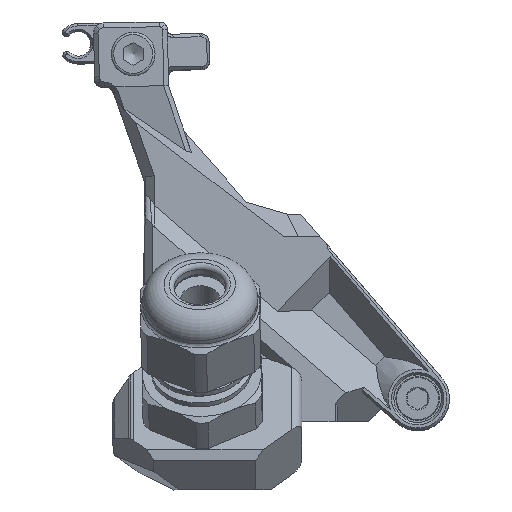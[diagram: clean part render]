
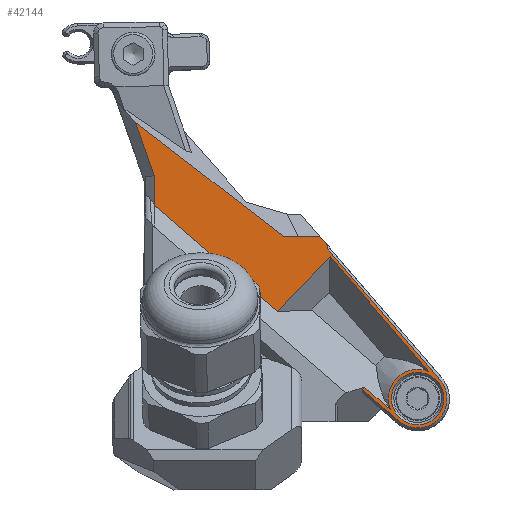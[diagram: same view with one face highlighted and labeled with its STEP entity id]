
A CAD part, top view. The second image highlights one B-rep face of the part: STEP entity #42144.
In plain terms, the highlighted planar face has unit normal (0, 0, 1).
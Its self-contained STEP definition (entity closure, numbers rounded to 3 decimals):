
#40612=CARTESIAN_POINT('',(-14.082,11.372,6.));
#40613=VERTEX_POINT('',#40612);
#40620=CARTESIAN_POINT('',(4.67,-3.051,6.));
#40621=VERTEX_POINT('',#40620);
#40622=CARTESIAN_POINT('',(-14.082,11.372,6.));
#40623=DIRECTION('',(0.793,-0.61,0.));
#40624=VECTOR('',#40623,23.657);
#40625=LINE('',#40622,#40624);
#40626=EDGE_CURVE('',#40613,#40621,#40625,.T.);
#41612=CARTESIAN_POINT('',(24.732,-23.336,6.));
#41613=VERTEX_POINT('',#41612);
#41620=CARTESIAN_POINT('',(24.732,-23.393,6.));
#41621=VERTEX_POINT('',#41620);
#41622=CARTESIAN_POINT('',(21.432,-23.393,6.));
#41623=DIRECTION('',(0.,0.,1.));
#41624=DIRECTION('',(1.,0.,-0.));
#41625=AXIS2_PLACEMENT_3D('',#41622,#41623,#41624);
#41626=CIRCLE('',#41625,3.3);
#41627=EDGE_CURVE('',#41613,#41621,#41626,.T.);
#41629=CARTESIAN_POINT('',(21.432,-23.393,6.));
#41630=DIRECTION('',(0.,0.,1.));
#41631=DIRECTION('',(1.,0.,-0.));
#41632=AXIS2_PLACEMENT_3D('',#41629,#41630,#41631);
#41633=CIRCLE('',#41632,3.3);
#41634=EDGE_CURVE('',#41621,#41613,#41633,.T.);
#41647=CARTESIAN_POINT('',(10.413,-5.535,6.));
#41648=VERTEX_POINT('',#41647);
#41649=CARTESIAN_POINT('',(3.75,-12.435,6.));
#41650=VERTEX_POINT('',#41649);
#41651=CARTESIAN_POINT('',(10.413,-5.535,6.));
#41652=DIRECTION('',(-0.695,-0.719,-0.));
#41653=VECTOR('',#41652,9.592);
#41654=LINE('',#41651,#41653);
#41655=EDGE_CURVE('',#41648,#41650,#41654,.T.);
#41678=CARTESIAN_POINT('',(-11.68,0.939,6.));
#41679=VERTEX_POINT('',#41678);
#41680=CARTESIAN_POINT('',(3.75,-12.435,6.));
#41681=DIRECTION('',(-0.756,0.655,-0.));
#41682=VECTOR('',#41681,20.419);
#41683=LINE('',#41680,#41682);
#41684=EDGE_CURVE('',#41650,#41679,#41683,.T.);
#41693=CARTESIAN_POINT('',(14.759,-21.976,6.));
#41694=VERTEX_POINT('',#41693);
#41701=CARTESIAN_POINT('',(18.006,-24.79,6.));
#41702=VERTEX_POINT('',#41701);
#41703=CARTESIAN_POINT('',(14.759,-21.976,6.));
#41704=DIRECTION('',(0.756,-0.655,-0.));
#41705=VECTOR('',#41704,4.296);
#41706=LINE('',#41703,#41705);
#41707=EDGE_CURVE('',#41694,#41702,#41706,.T.);
#41733=CARTESIAN_POINT('',(17.733,-23.458,6.));
#41734=VERTEX_POINT('',#41733);
#41741=CARTESIAN_POINT('',(22.841,-19.972,6.));
#41742=VERTEX_POINT('',#41741);
#41743=CARTESIAN_POINT('',(21.432,-23.393,6.));
#41744=DIRECTION('',(-0.,-0.,1.));
#41745=DIRECTION('',(-1.,0.,0.));
#41746=AXIS2_PLACEMENT_3D('',#41743,#41744,#41745);
#41747=CIRCLE('',#41746,3.7);
#41748=EDGE_CURVE('',#41742,#41734,#41747,.T.);
#41769=CARTESIAN_POINT('',(10.413,-5.535,6.));
#41770=DIRECTION('',(0.652,-0.758,0.));
#41771=VECTOR('',#41770,19.049);
#41772=LINE('',#41769,#41771);
#41773=EDGE_CURVE('',#41648,#41742,#41772,.T.);
#41785=CARTESIAN_POINT('',(14.479,-22.264,6.));
#41786=VERTEX_POINT('',#41785);
#41799=CARTESIAN_POINT('',(19.009,-26.189,6.));
#41800=VERTEX_POINT('',#41799);
#41807=CARTESIAN_POINT('',(19.009,-26.189,6.));
#41808=DIRECTION('',(-0.756,0.655,0.));
#41809=VECTOR('',#41808,5.994);
#41810=LINE('',#41807,#41809);
#41811=EDGE_CURVE('',#41800,#41786,#41810,.T.);
#41887=CARTESIAN_POINT('',(24.226,-20.968,6.));
#41888=VERTEX_POINT('',#41887);
#41897=CARTESIAN_POINT('',(24.226,-20.968,6.));
#41898=CARTESIAN_POINT('',(24.919,-21.766,6.));
#41899=CARTESIAN_POINT('',(25.398,-23.423,6.));
#41900=CARTESIAN_POINT('',(24.457,-25.968,6.));
#41901=CARTESIAN_POINT('',(22.034,-27.532,6.));
#41902=CARTESIAN_POINT('',(19.808,-26.882,6.));
#41903=CARTESIAN_POINT('',(19.009,-26.189,6.));
#41904=B_SPLINE_CURVE_WITH_KNOTS('',3,(#41897,#41898,#41899,#41900,#41901,#41902,#41903),.UNSPECIFIED.,.F.,.F.,(4,1,1,1,4),(-3.,-2.143,-1.714,-0.857,0.),.UNSPECIFIED.);
#41905=EDGE_CURVE('',#41888,#41800,#41904,.T.);
#41950=CARTESIAN_POINT('',(9.132,-2.973,6.));
#41951=VERTEX_POINT('',#41950);
#41952=CARTESIAN_POINT('',(9.132,-2.973,6.));
#41953=DIRECTION('',(-1.,-0.017,-0.));
#41954=VECTOR('',#41953,4.463);
#41955=LINE('',#41952,#41954);
#41956=EDGE_CURVE('',#41951,#40621,#41955,.T.);
#41996=CARTESIAN_POINT('',(10.09,-4.486,6.));
#41997=VERTEX_POINT('',#41996);
#42015=CARTESIAN_POINT('',(9.848,-3.805,6.));
#42016=VERTEX_POINT('',#42015);
#42023=CARTESIAN_POINT('',(9.09,-4.457,6.));
#42024=DIRECTION('',(0.,0.,-1.));
#42025=DIRECTION('',(1.,0.,0.));
#42026=AXIS2_PLACEMENT_3D('',#42023,#42024,#42025);
#42027=CIRCLE('',#42026,1.);
#42028=EDGE_CURVE('',#42016,#41997,#42027,.T.);
#42038=CARTESIAN_POINT('',(10.335,-4.831,6.));
#42039=VERTEX_POINT('',#42038);
#42040=CARTESIAN_POINT('',(10.335,-4.831,6.));
#42041=DIRECTION('',(0.652,-0.758,-0.));
#42042=VECTOR('',#42041,21.293);
#42043=LINE('',#42040,#42042);
#42044=EDGE_CURVE('',#42039,#41888,#42043,.T.);
#42054=CARTESIAN_POINT('',(10.087,-4.542,6.));
#42055=VERTEX_POINT('',#42054);
#42063=CARTESIAN_POINT('',(10.087,-4.542,6.));
#42064=DIRECTION('',(0.652,-0.758,0.));
#42065=VECTOR('',#42064,0.381);
#42066=LINE('',#42063,#42065);
#42067=EDGE_CURVE('',#42055,#42039,#42066,.T.);
#42072=CARTESIAN_POINT('',(13.304,-15.991,6.));
#42073=DIRECTION('',(-0.,-0.,1.));
#42074=DIRECTION('',(1.,0.017,0.));
#42075=AXIS2_PLACEMENT_3D('',#42072,#42073,#42074);
#42076=PLANE('',#42075);
#42077=CARTESIAN_POINT('',(-11.731,4.653,6.));
#42078=VERTEX_POINT('',#42077);
#42079=CARTESIAN_POINT('',(-14.082,11.372,6.));
#42080=DIRECTION('',(0.33,-0.944,0.));
#42081=VECTOR('',#42080,7.118);
#42082=LINE('',#42079,#42081);
#42083=EDGE_CURVE('',#40613,#42078,#42082,.T.);
#42084=ORIENTED_EDGE('',*,*,#42083,.T.);
#42085=CARTESIAN_POINT('',(-11.731,0.98,6.));
#42086=VERTEX_POINT('',#42085);
#42087=CARTESIAN_POINT('',(-11.731,4.653,6.));
#42088=DIRECTION('',(0.,-1.,-0.));
#42089=VECTOR('',#42088,3.673);
#42090=LINE('',#42087,#42089);
#42091=EDGE_CURVE('',#42078,#42086,#42090,.T.);
#42092=ORIENTED_EDGE('',*,*,#42091,.T.);
#42093=CARTESIAN_POINT('',(-12.13,-0.542,6.));
#42094=DIRECTION('',(0.,0.,-1.));
#42095=DIRECTION('',(-0.013,1.,-0.));
#42096=AXIS2_PLACEMENT_3D('',#42093,#42094,#42095);
#42097=ELLIPSE('',#42096,1.671,1.);
#42098=EDGE_CURVE('',#42086,#41679,#42097,.T.);
#42099=ORIENTED_EDGE('',*,*,#42098,.T.);
#42100=ORIENTED_EDGE('',*,*,#41684,.F.);
#42101=ORIENTED_EDGE('',*,*,#41655,.F.);
#42102=ORIENTED_EDGE('',*,*,#41773,.T.);
#42103=ORIENTED_EDGE('',*,*,#41748,.T.);
#42104=CARTESIAN_POINT('',(21.432,-23.393,6.));
#42105=DIRECTION('',(-0.,-0.,1.));
#42106=DIRECTION('',(-1.,0.,0.));
#42107=AXIS2_PLACEMENT_3D('',#42104,#42105,#42106);
#42108=CIRCLE('',#42107,3.7);
#42109=EDGE_CURVE('',#41734,#41702,#42108,.T.);
#42110=ORIENTED_EDGE('',*,*,#42109,.T.);
#42111=ORIENTED_EDGE('',*,*,#41707,.F.);
#42112=CARTESIAN_POINT('',(14.479,-22.264,6.));
#42113=DIRECTION('',(0.698,0.716,0.));
#42114=VECTOR('',#42113,0.401);
#42115=LINE('',#42112,#42114);
#42116=EDGE_CURVE('',#41786,#41694,#42115,.T.);
#42117=ORIENTED_EDGE('',*,*,#42116,.F.);
#42118=ORIENTED_EDGE('',*,*,#41811,.F.);
#42119=ORIENTED_EDGE('',*,*,#41905,.F.);
#42120=ORIENTED_EDGE('',*,*,#42044,.F.);
#42121=ORIENTED_EDGE('',*,*,#42067,.F.);
#42122=CARTESIAN_POINT('',(9.09,-4.457,6.));
#42123=DIRECTION('',(0.,0.,-1.));
#42124=DIRECTION('',(1.,0.,0.));
#42125=AXIS2_PLACEMENT_3D('',#42122,#42123,#42124);
#42126=CIRCLE('',#42125,1.);
#42127=EDGE_CURVE('',#41997,#42055,#42126,.T.);
#42128=ORIENTED_EDGE('',*,*,#42127,.F.);
#42129=ORIENTED_EDGE('',*,*,#42028,.F.);
#42130=CARTESIAN_POINT('',(9.848,-3.805,6.));
#42131=DIRECTION('',(-0.652,0.758,-0.));
#42132=VECTOR('',#42131,1.097);
#42133=LINE('',#42130,#42132);
#42134=EDGE_CURVE('',#42016,#41951,#42133,.T.);
#42135=ORIENTED_EDGE('',*,*,#42134,.T.);
#42136=ORIENTED_EDGE('',*,*,#41956,.T.);
#42137=ORIENTED_EDGE('',*,*,#40626,.F.);
#42138=EDGE_LOOP('',(#42084,#42092,#42099,#42100,#42101,#42102,#42103,#42110,#42111,#42117,#42118,#42119,#42120,#42121,#42128,#42129,#42135,#42136,#42137));
#42139=FACE_BOUND('',#42138,.T.);
#42140=ORIENTED_EDGE('',*,*,#41627,.F.);
#42141=ORIENTED_EDGE('',*,*,#41634,.F.);
#42142=EDGE_LOOP('',(#42140,#42141));
#42143=FACE_BOUND('',#42142,.T.);
#42144=ADVANCED_FACE('',(#42139,#42143),#42076,.T.);
